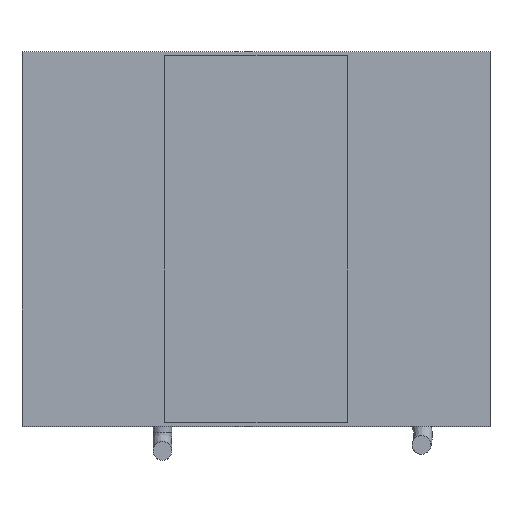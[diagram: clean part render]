
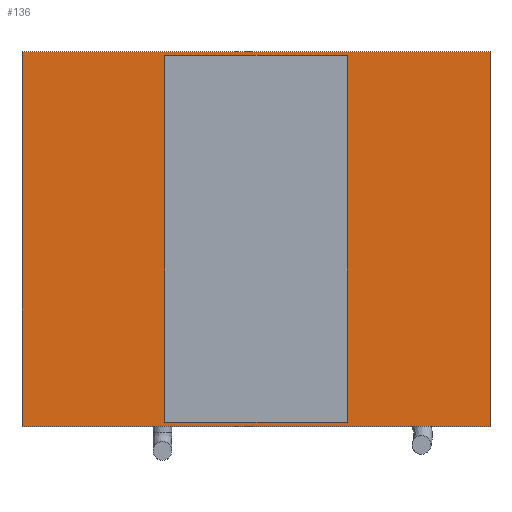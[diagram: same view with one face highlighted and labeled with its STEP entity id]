
A CAD part, top view. The second image highlights one B-rep face of the part: STEP entity #136.
In plain terms, the highlighted planar face has unit normal (0, 0, 1).
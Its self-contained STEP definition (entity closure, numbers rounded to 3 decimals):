
#136=ADVANCED_FACE('',(#376,#212),#178,.T.);
#178=PLANE('',#794);
#212=FACE_OUTER_BOUND('',#418,.T.);
#266=LINE('',#1077,#338);
#271=LINE('',#1087,#343);
#281=LINE('',#1107,#353);
#282=LINE('',#1109,#354);
#283=LINE('',#1111,#355);
#284=LINE('',#1112,#356);
#285=LINE('',#1115,#357);
#286=LINE('',#1116,#358);
#338=VECTOR('',#898,1.);
#343=VECTOR('',#905,1.);
#353=VECTOR('',#919,1.);
#354=VECTOR('',#920,1.);
#355=VECTOR('',#921,1.);
#356=VECTOR('',#922,1.);
#357=VECTOR('',#923,1.);
#358=VECTOR('',#924,1.);
#376=FACE_BOUND('',#417,.T.);
#417=EDGE_LOOP('',(#545,#546,#547,#548));
#418=EDGE_LOOP('',(#549,#550,#551,#552));
#545=ORIENTED_EDGE('',*,*,#733,.T.);
#546=ORIENTED_EDGE('',*,*,#718,.F.);
#547=ORIENTED_EDGE('',*,*,#734,.F.);
#548=ORIENTED_EDGE('',*,*,#735,.F.);
#549=ORIENTED_EDGE('',*,*,#736,.F.);
#550=ORIENTED_EDGE('',*,*,#737,.T.);
#551=ORIENTED_EDGE('',*,*,#723,.F.);
#552=ORIENTED_EDGE('',*,*,#738,.F.);
#646=VERTEX_POINT('',#1076);
#647=VERTEX_POINT('',#1078);
#651=VERTEX_POINT('',#1088);
#652=VERTEX_POINT('',#1089);
#659=VERTEX_POINT('',#1108);
#660=VERTEX_POINT('',#1110);
#661=VERTEX_POINT('',#1113);
#662=VERTEX_POINT('',#1114);
#718=EDGE_CURVE('',#646,#647,#266,.T.);
#723=EDGE_CURVE('',#651,#652,#271,.T.);
#733=EDGE_CURVE('',#659,#647,#281,.T.);
#734=EDGE_CURVE('',#660,#646,#282,.T.);
#735=EDGE_CURVE('',#659,#660,#283,.T.);
#736=EDGE_CURVE('',#661,#662,#284,.T.);
#737=EDGE_CURVE('',#661,#652,#285,.T.);
#738=EDGE_CURVE('',#662,#651,#286,.T.);
#794=AXIS2_PLACEMENT_3D('',#1117,#925,#926);
#898=DIRECTION('',(1.,0.,0.));
#905=DIRECTION('',(1.,0.,0.));
#919=DIRECTION('',(0.,-1.,0.));
#920=DIRECTION('',(0.,-1.,0.));
#921=DIRECTION('',(-1.,0.,0.));
#922=DIRECTION('',(-1.,0.,0.));
#923=DIRECTION('',(0.,1.,0.));
#924=DIRECTION('',(0.,1.,0.));
#925=DIRECTION('',(0.,0.,1.));
#926=DIRECTION('',(1.,0.,0.));
#1076=CARTESIAN_POINT('',(0.761,0.02,1.2));
#1077=CARTESIAN_POINT('',(1.25,0.02,1.2));
#1078=CARTESIAN_POINT('',(1.739,0.02,1.2));
#1087=CARTESIAN_POINT('',(1.25,2.,1.2));
#1088=CARTESIAN_POINT('',(0.,2.,1.2));
#1089=CARTESIAN_POINT('',(2.5,2.,1.2));
#1107=CARTESIAN_POINT('',(1.739,2.,1.2));
#1108=CARTESIAN_POINT('',(1.739,1.98,1.2));
#1109=CARTESIAN_POINT('',(0.761,2.,1.2));
#1110=CARTESIAN_POINT('',(0.761,1.98,1.2));
#1111=CARTESIAN_POINT('',(1.25,1.98,1.2));
#1112=CARTESIAN_POINT('',(0.761,0.,1.2));
#1113=CARTESIAN_POINT('',(2.5,0.,1.2));
#1114=CARTESIAN_POINT('',(0.,0.,1.2));
#1115=CARTESIAN_POINT('',(2.5,0.,1.2));
#1116=CARTESIAN_POINT('',(0.,0.,1.2));
#1117=CARTESIAN_POINT('',(1.25,1.,1.2));
